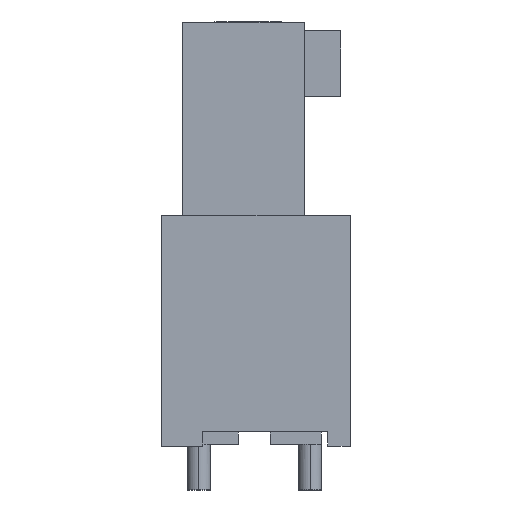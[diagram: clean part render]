
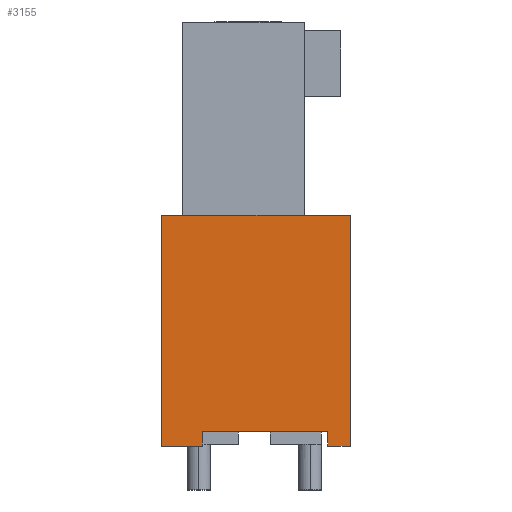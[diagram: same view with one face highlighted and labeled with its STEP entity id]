
A CAD part, left-side view. The second image highlights one B-rep face of the part: STEP entity #3155.
In plain terms, the highlighted planar face has unit normal (-1, 0, 0).
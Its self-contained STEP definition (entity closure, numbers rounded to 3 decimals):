
#3143=AXIS2_PLACEMENT_3D('Plane Axis2P3D',#3140,#3141,#3142) ;
#42=CARTESIAN_POINT('Vertex',(0.,0.,1.5)) ;
#45=CARTESIAN_POINT('Line Origine',(0.,0.39,1.5)) ;
#49=CARTESIAN_POINT('Vertex',(0.,0.78,1.5)) ;
#88=CARTESIAN_POINT('Vertex',(0.,0.,9.4)) ;
#93=CARTESIAN_POINT('Line Origine',(0.,0.,5.45)) ;
#636=CARTESIAN_POINT('Line Origine',(0.,0.78,1.75)) ;
#640=CARTESIAN_POINT('Vertex',(0.,0.78,2.)) ;
#1368=CARTESIAN_POINT('Line Origine',(0.,6.45,5.45)) ;
#1372=CARTESIAN_POINT('Vertex',(0.,6.45,9.4)) ;
#1374=CARTESIAN_POINT('Vertex',(0.,6.45,1.5)) ;
#2053=CARTESIAN_POINT('Vertex',(0.,5.057,1.5)) ;
#2056=CARTESIAN_POINT('Line Origine',(0.,5.754,1.5)) ;
#2082=CARTESIAN_POINT('Vertex',(0.,5.057,2.)) ;
#2085=CARTESIAN_POINT('Line Origine',(0.,5.057,1.75)) ;
#2354=CARTESIAN_POINT('Line Origine',(0.,2.919,2.)) ;
#2372=CARTESIAN_POINT('Line Origine',(0.,3.225,9.4)) ;
#3140=CARTESIAN_POINT('Axis2P3D Location',(0.,6.23,9.4)) ;
#46=DIRECTION('Vector Direction',(0.,1.,0.)) ;
#94=DIRECTION('Vector Direction',(0.,0.,-1.)) ;
#637=DIRECTION('Vector Direction',(0.,0.,-1.)) ;
#1369=DIRECTION('Vector Direction',(0.,0.,-1.)) ;
#2057=DIRECTION('Vector Direction',(0.,1.,0.)) ;
#2086=DIRECTION('Vector Direction',(0.,0.,-1.)) ;
#2355=DIRECTION('Vector Direction',(0.,1.,0.)) ;
#2373=DIRECTION('Vector Direction',(0.,1.,0.)) ;
#3141=DIRECTION('Axis2P3D Direction',(-1.,0.,0.)) ;
#3142=DIRECTION('Axis2P3D XDirection',(0.,1.,0.)) ;
#47=VECTOR('Line Direction',#46,1.) ;
#95=VECTOR('Line Direction',#94,1.) ;
#638=VECTOR('Line Direction',#637,1.) ;
#1370=VECTOR('Line Direction',#1369,1.) ;
#2058=VECTOR('Line Direction',#2057,1.) ;
#2087=VECTOR('Line Direction',#2086,1.) ;
#2356=VECTOR('Line Direction',#2355,1.) ;
#2374=VECTOR('Line Direction',#2373,1.) ;
#3146=ORIENTED_EDGE('',*,*,#2358,.F.) ;
#3147=ORIENTED_EDGE('',*,*,#642,.T.) ;
#3148=ORIENTED_EDGE('',*,*,#51,.F.) ;
#3149=ORIENTED_EDGE('',*,*,#97,.F.) ;
#3150=ORIENTED_EDGE('',*,*,#2376,.F.) ;
#3151=ORIENTED_EDGE('',*,*,#1376,.T.) ;
#3152=ORIENTED_EDGE('',*,*,#2060,.F.) ;
#3153=ORIENTED_EDGE('',*,*,#2089,.F.) ;
#3155=ADVANCED_FACE('HOUSING',(#3154),#3144,.T.) ;
#51=EDGE_CURVE('',#43,#50,#48,.T.) ;
#97=EDGE_CURVE('',#89,#43,#96,.T.) ;
#642=EDGE_CURVE('',#641,#50,#639,.T.) ;
#1376=EDGE_CURVE('',#1373,#1375,#1371,.T.) ;
#2060=EDGE_CURVE('',#2054,#1375,#2059,.T.) ;
#2089=EDGE_CURVE('',#2083,#2054,#2088,.T.) ;
#2358=EDGE_CURVE('',#641,#2083,#2357,.T.) ;
#2376=EDGE_CURVE('',#1373,#89,#2375,.F.) ;
#3145=EDGE_LOOP('',(#3146,#3147,#3148,#3149,#3150,#3151,#3152,#3153)) ;
#3154=FACE_OUTER_BOUND('',#3145,.T.) ;
#48=LINE('Line',#45,#47) ;
#96=LINE('Line',#93,#95) ;
#639=LINE('Line',#636,#638) ;
#1371=LINE('Line',#1368,#1370) ;
#2059=LINE('Line',#2056,#2058) ;
#2088=LINE('Line',#2085,#2087) ;
#2357=LINE('Line',#2354,#2356) ;
#2375=LINE('Line',#2372,#2374) ;
#3144=PLANE('',#3143) ;
#43=VERTEX_POINT('',#42) ;
#50=VERTEX_POINT('',#49) ;
#89=VERTEX_POINT('',#88) ;
#641=VERTEX_POINT('',#640) ;
#1373=VERTEX_POINT('',#1372) ;
#1375=VERTEX_POINT('',#1374) ;
#2054=VERTEX_POINT('',#2053) ;
#2083=VERTEX_POINT('',#2082) ;
